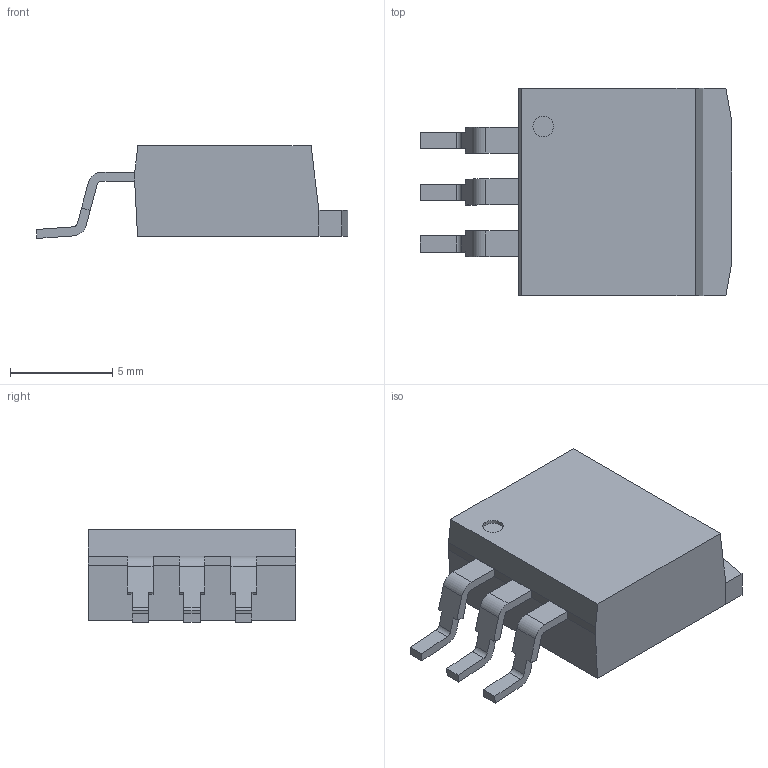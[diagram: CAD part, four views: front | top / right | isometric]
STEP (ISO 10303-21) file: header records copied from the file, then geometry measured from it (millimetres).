
FILE_DESCRIPTION((''),'2;1');
FILE_NAME('KTT0003A_ASM','2022-06-30T09:21:17',('a0412086'),(''),'CREO PARAMETRIC BY PTC INC, 2018500','CREO PARAMETRIC BY PTC INC, 2018500','');
FILE_SCHEMA(('CONFIG_CONTROL_DESIGN','SHAPE_APPEARANCE_LAYERS_GROUPS'));
Length unit declared in the file: millimetre
Products named in the file (4): BODY-TO; HTSINK-TO263; LEAD-TO263; KTT0003A_ASM
Assembly tree (5 placements, depth 2):
  KTT0003A_ASM
    BODY-TO
    HTSINK-TO263
    LEAD-TO263  x3
Bounding box: 15.24 x 10.16 x 4.54 mm (x, y, z)
Volume: 424.4 mm3; surface area: 585.5 mm2
Topology: 5 solids, 5 shells, 91 faces, 238 edges, 158 vertices
Faces by surface type: plane 77, cylinder 14
Entity records: 2254 total; most frequent: CARTESIAN_POINT 300, ORIENTED_EDGE 284, DIRECTION 282, PRESENTATION_STYLE_ASSIGNMENT 145, STYLED_ITEM 145, CURVE_STYLE 142, EDGE_CURVE 142, VECTOR 130
